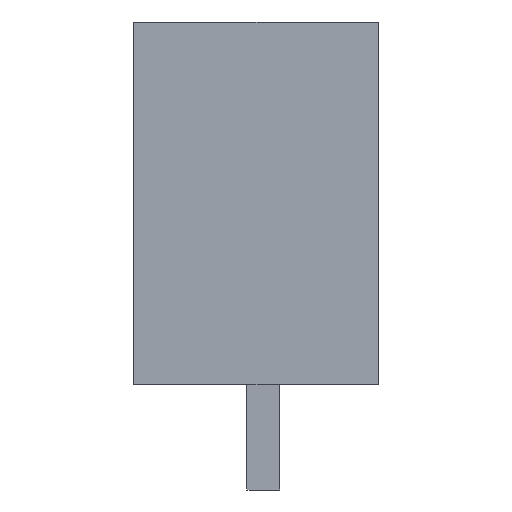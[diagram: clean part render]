
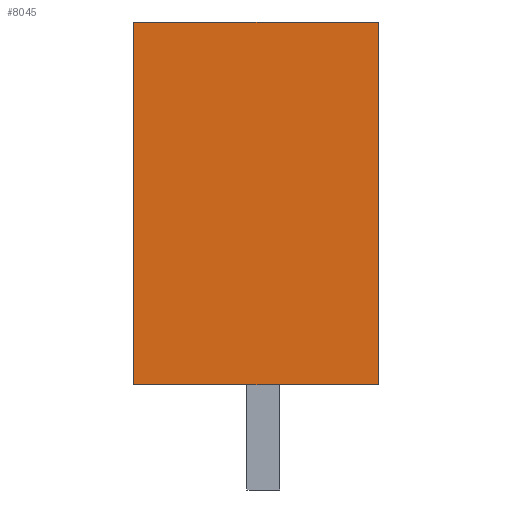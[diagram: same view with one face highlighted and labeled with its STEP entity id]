
A CAD part, left-side view. The second image highlights one B-rep face of the part: STEP entity #8045.
In plain terms, the highlighted planar face has unit normal (-1, 0, 0).
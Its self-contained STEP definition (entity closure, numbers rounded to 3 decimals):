
#8025=AXIS2_PLACEMENT_3D('Plane Axis2P3D',#8022,#8023,#8024) ;
#275=CARTESIAN_POINT('Vertex',(0.,7.45,3.2)) ;
#278=CARTESIAN_POINT('Line Origine',(0.,7.45,8.725)) ;
#282=CARTESIAN_POINT('Vertex',(0.,7.45,14.25)) ;
#8006=CARTESIAN_POINT('Vertex',(0.,0.,3.2)) ;
#8009=CARTESIAN_POINT('Line Origine',(0.,3.725,3.2)) ;
#8022=CARTESIAN_POINT('Axis2P3D Location',(0.,7.45,1.8)) ;
#8027=CARTESIAN_POINT('Line Origine',(0.,0.,8.725)) ;
#8031=CARTESIAN_POINT('Vertex',(0.,0.,14.25)) ;
#8034=CARTESIAN_POINT('Line Origine',(0.,3.725,14.25)) ;
#279=DIRECTION('Vector Direction',(0.,0.,-1.)) ;
#8010=DIRECTION('Vector Direction',(0.,-1.,0.)) ;
#8023=DIRECTION('Axis2P3D Direction',(1.,0.,-0.)) ;
#8024=DIRECTION('Axis2P3D XDirection',(0.,0.,1.)) ;
#8028=DIRECTION('Vector Direction',(0.,0.,1.)) ;
#8035=DIRECTION('Vector Direction',(0.,1.,0.)) ;
#280=VECTOR('Line Direction',#279,1.) ;
#8011=VECTOR('Line Direction',#8010,1.) ;
#8029=VECTOR('Line Direction',#8028,1.) ;
#8036=VECTOR('Line Direction',#8035,1.) ;
#8040=ORIENTED_EDGE('',*,*,#8013,.F.) ;
#8041=ORIENTED_EDGE('',*,*,#8033,.F.) ;
#8042=ORIENTED_EDGE('',*,*,#8038,.F.) ;
#8043=ORIENTED_EDGE('',*,*,#284,.F.) ;
#8045=ADVANCED_FACE('HOUSING',(#8044),#8026,.F.) ;
#284=EDGE_CURVE('',#276,#283,#281,.F.) ;
#8013=EDGE_CURVE('',#8007,#276,#8012,.F.) ;
#8033=EDGE_CURVE('',#8032,#8007,#8030,.F.) ;
#8038=EDGE_CURVE('',#283,#8032,#8037,.F.) ;
#8039=EDGE_LOOP('',(#8040,#8041,#8042,#8043)) ;
#8044=FACE_OUTER_BOUND('',#8039,.T.) ;
#281=LINE('Line',#278,#280) ;
#8012=LINE('Line',#8009,#8011) ;
#8030=LINE('Line',#8027,#8029) ;
#8037=LINE('Line',#8034,#8036) ;
#8026=PLANE('',#8025) ;
#276=VERTEX_POINT('',#275) ;
#283=VERTEX_POINT('',#282) ;
#8007=VERTEX_POINT('',#8006) ;
#8032=VERTEX_POINT('',#8031) ;
